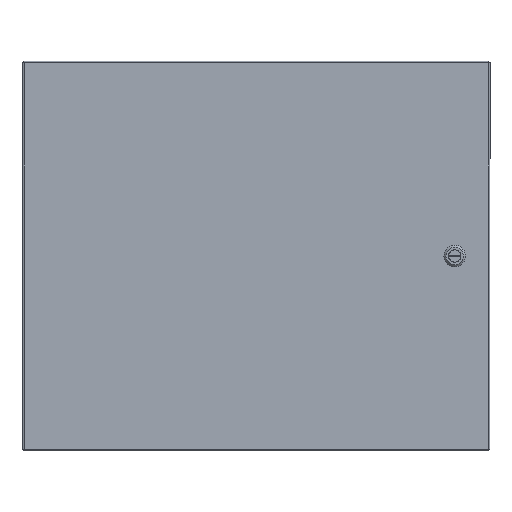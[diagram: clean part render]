
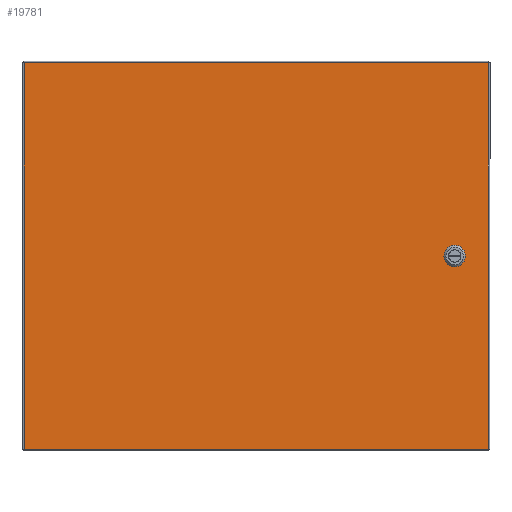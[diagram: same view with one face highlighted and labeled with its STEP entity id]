
A CAD part, front view. The second image highlights one B-rep face of the part: STEP entity #19781.
In plain terms, the highlighted planar face has unit normal (0, -1, 0).
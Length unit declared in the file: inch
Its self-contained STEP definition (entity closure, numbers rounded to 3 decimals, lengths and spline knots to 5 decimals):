
#93 = DIRECTION ( 'NONE',  ( -0.707, 0., 0.707 ) ) ;
#302 = VERTEX_POINT ( 'NONE', #13842 ) ;
#950 = FACE_BOUND ( 'NONE', #9843, .T. ) ;
#1017 = DIRECTION ( 'NONE',  ( 0., 0., 1. ) ) ;
#1335 = LINE ( 'NONE', #6443, #4407 ) ;
#1450 = CARTESIAN_POINT ( 'NONE',  ( 9.96, -8.822, -0.396 ) ) ;
#1480 = ORIENTED_EDGE ( 'NONE', *, *, #10294, .T. ) ;
#1638 = DIRECTION ( 'NONE',  ( 0., 0., -1. ) ) ;
#1925 = CARTESIAN_POINT ( 'NONE',  ( 10.5865, -8.822, -0.2315 ) ) ;
#2385 = PLANE ( 'NONE',  #5835 ) ;
#2395 = EDGE_CURVE ( 'NONE', #9889, #7600, #2696, .T. ) ;
#2402 = ORIENTED_EDGE ( 'NONE', *, *, #3459, .T. ) ;
#2696 = LINE ( 'NONE', #14589, #10479 ) ;
#2826 = CARTESIAN_POINT ( 'NONE',  ( -11.896, -8.822, 9.898 ) ) ;
#3266 = VECTOR ( 'NONE', #11931, 39.37008 ) ;
#3455 = VERTEX_POINT ( 'NONE', #19735 ) ;
#3459 = EDGE_CURVE ( 'NONE', #3455, #11674, #6052, .T. ) ;
#3521 = LINE ( 'NONE', #15533, #12979 ) ;
#4232 = VERTEX_POINT ( 'NONE', #19767 ) ;
#4407 = VECTOR ( 'NONE', #93, 39.37008 ) ;
#4763 = EDGE_LOOP ( 'NONE', ( #16386, #2402, #17188, #5992 ) ) ;
#4854 = VERTEX_POINT ( 'NONE', #14593 ) ;
#4944 = LINE ( 'NONE', #10178, #5090 ) ;
#5090 = VECTOR ( 'NONE', #15068, 39.37008 ) ;
#5428 = LINE ( 'NONE', #17340, #10702 ) ;
#5835 = AXIS2_PLACEMENT_3D ( 'NONE', #5840, #14518, #19512 ) ;
#5840 = CARTESIAN_POINT ( 'NONE',  ( -11.896, -8.822, -9.899 ) ) ;
#5992 = ORIENTED_EDGE ( 'NONE', *, *, #10946, .T. ) ;
#6052 = LINE ( 'NONE', #2826, #11241 ) ;
#6183 = VECTOR ( 'NONE', #21075, 39.37008 ) ;
#6443 = CARTESIAN_POINT ( 'NONE',  ( 9.7955, -8.822, -0.2315 ) ) ;
#6901 = VECTOR ( 'NONE', #8245, 39.37008 ) ;
#7025 = ORIENTED_EDGE ( 'NONE', *, *, #2395, .T. ) ;
#7600 = VERTEX_POINT ( 'NONE', #15334 ) ;
#7882 = EDGE_CURVE ( 'NONE', #302, #18919, #10277, .T. ) ;
#7949 = EDGE_CURVE ( 'NONE', #12660, #4232, #4944, .T. ) ;
#8245 = DIRECTION ( 'NONE',  ( -1., 0., 0. ) ) ;
#8641 = EDGE_CURVE ( 'NONE', #4854, #3455, #9081, .T. ) ;
#8940 = ORIENTED_EDGE ( 'NONE', *, *, #11555, .T. ) ;
#9081 = LINE ( 'NONE', #12310, #6183 ) ;
#9352 = EDGE_CURVE ( 'NONE', #18919, #11904, #9821, .T. ) ;
#9521 = FACE_OUTER_BOUND ( 'NONE', #4763, .T. ) ;
#9782 = VECTOR ( 'NONE', #17457, 39.37008 ) ;
#9821 = LINE ( 'NONE', #1450, #6901 ) ;
#9843 = EDGE_LOOP ( 'NONE', ( #7025, #21907, #17528, #18596, #8940, #9904, #14447, #1480 ) ) ;
#9889 = VERTEX_POINT ( 'NONE', #19723 ) ;
#9904 = ORIENTED_EDGE ( 'NONE', *, *, #7882, .T. ) ;
#9931 = CARTESIAN_POINT ( 'NONE',  ( 9.96, -8.822, 0.395 ) ) ;
#10148 = LINE ( 'NONE', #9931, #3266 ) ;
#10178 = CARTESIAN_POINT ( 'NONE',  ( 10.422, -8.822, 0.395 ) ) ;
#10277 = LINE ( 'NONE', #1925, #12196 ) ;
#10294 = EDGE_CURVE ( 'NONE', #11904, #9889, #1335, .T. ) ;
#10479 = VECTOR ( 'NONE', #1017, 39.37008 ) ;
#10672 = CARTESIAN_POINT ( 'NONE',  ( 10.422, -8.822, 0.395 ) ) ;
#10702 = VECTOR ( 'NONE', #17229, 39.37008 ) ;
#10946 = EDGE_CURVE ( 'NONE', #19398, #4854, #18509, .T. ) ;
#11097 = VERTEX_POINT ( 'NONE', #17066 ) ;
#11241 = VECTOR ( 'NONE', #20056, 39.37008 ) ;
#11555 = EDGE_CURVE ( 'NONE', #4232, #302, #5428, .T. ) ;
#11674 = VERTEX_POINT ( 'NONE', #13379 ) ;
#11727 = CARTESIAN_POINT ( 'NONE',  ( -11.896, -8.822, -9.899 ) ) ;
#11904 = VERTEX_POINT ( 'NONE', #18532 ) ;
#11931 = DIRECTION ( 'NONE',  ( 0.707, 0., 0.707 ) ) ;
#12196 = VECTOR ( 'NONE', #20514, 39.37008 ) ;
#12310 = CARTESIAN_POINT ( 'NONE',  ( 11.901, -8.822, -9.899 ) ) ;
#12443 = EDGE_CURVE ( 'NONE', #7600, #11097, #10148, .T. ) ;
#12660 = VERTEX_POINT ( 'NONE', #16370 ) ;
#12979 = VECTOR ( 'NONE', #1638, 39.37008 ) ;
#13379 = CARTESIAN_POINT ( 'NONE',  ( -11.896, -8.822, 9.898 ) ) ;
#13412 = DIRECTION ( 'NONE',  ( 1., 0., 0. ) ) ;
#13842 = CARTESIAN_POINT ( 'NONE',  ( 10.5865, -8.822, -0.2315 ) ) ;
#13915 = CARTESIAN_POINT ( 'NONE',  ( 10.422, -8.822, -0.396 ) ) ;
#14350 = VECTOR ( 'NONE', #13412, 39.37008 ) ;
#14447 = ORIENTED_EDGE ( 'NONE', *, *, #9352, .T. ) ;
#14518 = DIRECTION ( 'NONE',  ( 0., -1., 0. ) ) ;
#14589 = CARTESIAN_POINT ( 'NONE',  ( 9.7955, -8.822, 0.2305 ) ) ;
#14593 = CARTESIAN_POINT ( 'NONE',  ( 11.901, -8.822, -9.899 ) ) ;
#15068 = DIRECTION ( 'NONE',  ( 0.707, 0., -0.707 ) ) ;
#15334 = CARTESIAN_POINT ( 'NONE',  ( 9.7955, -8.822, 0.2305 ) ) ;
#15533 = CARTESIAN_POINT ( 'NONE',  ( -11.896, -8.822, -9.899 ) ) ;
#16370 = CARTESIAN_POINT ( 'NONE',  ( 10.422, -8.822, 0.395 ) ) ;
#16386 = ORIENTED_EDGE ( 'NONE', *, *, #8641, .T. ) ;
#17066 = CARTESIAN_POINT ( 'NONE',  ( 9.96, -8.822, 0.395 ) ) ;
#17136 = LINE ( 'NONE', #10672, #9782 ) ;
#17188 = ORIENTED_EDGE ( 'NONE', *, *, #17356, .T. ) ;
#17229 = DIRECTION ( 'NONE',  ( 0., 0., -1. ) ) ;
#17340 = CARTESIAN_POINT ( 'NONE',  ( 10.5865, -8.822, -0.2315 ) ) ;
#17356 = EDGE_CURVE ( 'NONE', #11674, #19398, #3521, .T. ) ;
#17457 = DIRECTION ( 'NONE',  ( 1., 0., 0. ) ) ;
#17528 = ORIENTED_EDGE ( 'NONE', *, *, #21168, .T. ) ;
#18509 = LINE ( 'NONE', #11727, #14350 ) ;
#18532 = CARTESIAN_POINT ( 'NONE',  ( 9.96, -8.822, -0.396 ) ) ;
#18596 = ORIENTED_EDGE ( 'NONE', *, *, #7949, .T. ) ;
#18919 = VERTEX_POINT ( 'NONE', #13915 ) ;
#19398 = VERTEX_POINT ( 'NONE', #21968 ) ;
#19512 = DIRECTION ( 'NONE',  ( 0., 0., -1. ) ) ;
#19723 = CARTESIAN_POINT ( 'NONE',  ( 9.7955, -8.822, -0.2315 ) ) ;
#19735 = CARTESIAN_POINT ( 'NONE',  ( 11.901, -8.822, 9.898 ) ) ;
#19767 = CARTESIAN_POINT ( 'NONE',  ( 10.5865, -8.822, 0.2305 ) ) ;
#19781 = ADVANCED_FACE ( 'NONE', ( #9521, #950 ), #2385, .T. ) ;
#20056 = DIRECTION ( 'NONE',  ( -1., 0., 0. ) ) ;
#20514 = DIRECTION ( 'NONE',  ( -0.707, 0., -0.707 ) ) ;
#21075 = DIRECTION ( 'NONE',  ( 0., 0., 1. ) ) ;
#21168 = EDGE_CURVE ( 'NONE', #11097, #12660, #17136, .T. ) ;
#21907 = ORIENTED_EDGE ( 'NONE', *, *, #12443, .T. ) ;
#21968 = CARTESIAN_POINT ( 'NONE',  ( -11.896, -8.822, -9.899 ) ) ;
